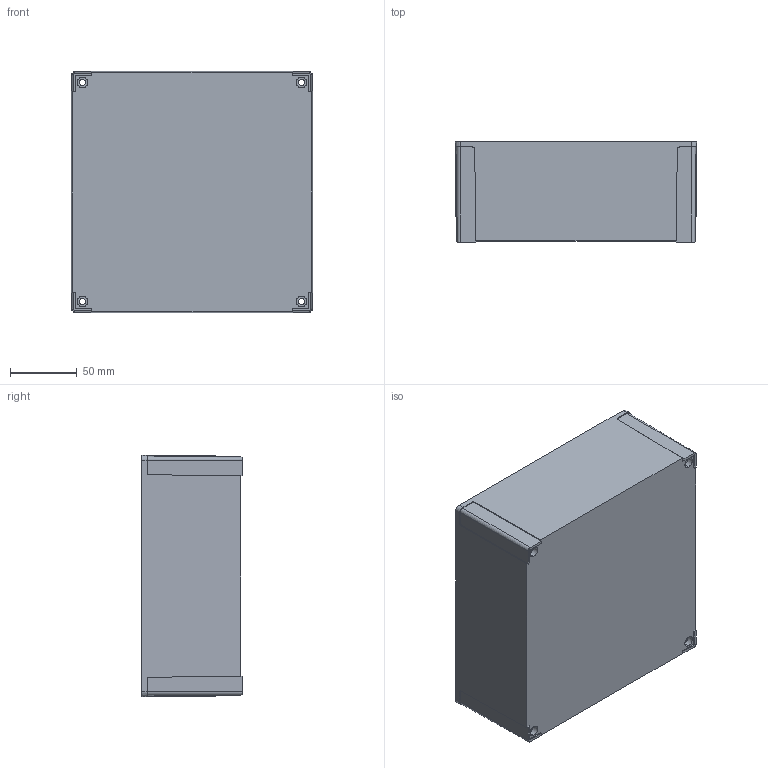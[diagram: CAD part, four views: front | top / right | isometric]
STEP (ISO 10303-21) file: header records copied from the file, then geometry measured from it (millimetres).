
FILE_DESCRIPTION (( 'STEP AP214' ), '1' );
FILE_NAME ('FIBOX_MNX175XHB.STEP', '2009-11-27T08:01:23', ( 'KennethW' ), ( 'FIBOX' ), 'SwSTEP 2.0', 'SolidWorks 2009', '' );
FILE_SCHEMA (( 'AUTOMOTIVE_DESIGN' ));
Length unit declared in the file: millimetre
Products named in the file (1): FIBOX_MNX175XHB
Bounding box: 180.1 x 75 x 180.1 mm (x, y, z)
Volume: 333712.8 mm3; surface area: 176653.2 mm2
Topology: 1 solids, 1 shells, 326 faces, 789 edges, 526 vertices
Faces by surface type: plane 174, cylinder 132, cone 20
Entity records: 9723 total; most frequent: CARTESIAN_POINT 1786, DIRECTION 1707, ORIENTED_EDGE 1578, EDGE_CURVE 789, AXIS2_PLACEMENT_3D 623, VERTEX_POINT 526, VECTOR 461, LINE 461
